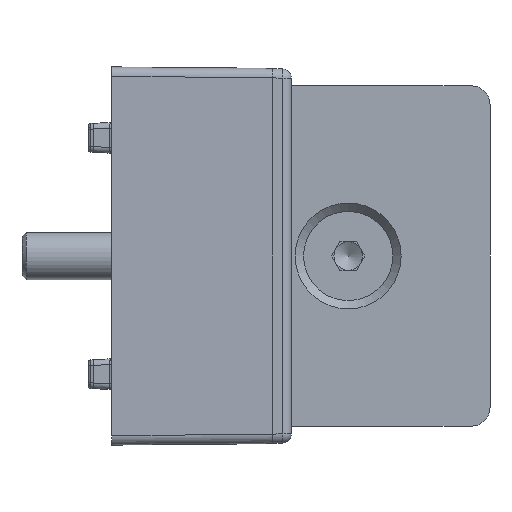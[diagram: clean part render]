
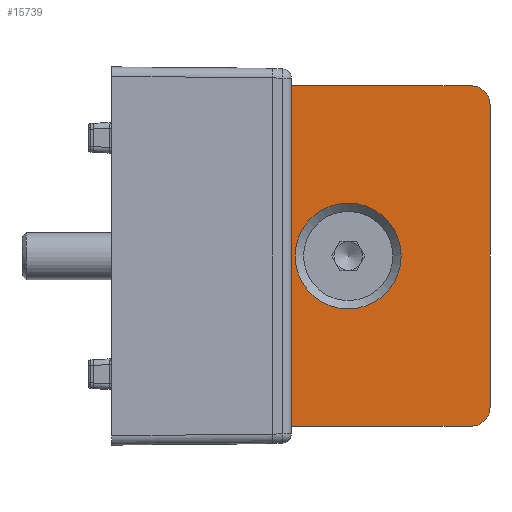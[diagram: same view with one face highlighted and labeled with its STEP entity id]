
A CAD part, front view. The second image highlights one B-rep face of the part: STEP entity #15739.
In plain terms, the highlighted planar face has unit normal (0, -1, 0).
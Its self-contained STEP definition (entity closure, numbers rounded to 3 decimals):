
#660=CIRCLE('',#16840,0.2);
#661=CIRCLE('',#16841,0.2);
#662=CIRCLE('',#16842,0.2);
#663=CIRCLE('',#16843,0.2);
#664=CIRCLE('',#16844,0.56);
#665=CIRCLE('',#16845,0.56);
#1249=FACE_BOUND('',#2417,.T.);
#1250=FACE_BOUND('',#2418,.T.);
#1251=FACE_BOUND('',#2419,.T.);
#1497=FACE_OUTER_BOUND('',#2416,.T.);
#2416=EDGE_LOOP('',(#10250,#10251,#10252,#10253,#10254,#10255,#10256,#10257));
#2417=EDGE_LOOP('',(#10258,#10259,#10260,#10261));
#2418=EDGE_LOOP('',(#10262,#10263,#10264,#10265));
#2419=EDGE_LOOP('',(#10266,#10267));
#3413=LINE('',#24104,#4588);
#3414=LINE('',#24108,#4589);
#3415=LINE('',#24112,#4590);
#3416=LINE('',#24116,#4591);
#3417=LINE('',#24120,#4592);
#3418=LINE('',#24122,#4593);
#3419=LINE('',#24124,#4594);
#3420=LINE('',#24125,#4595);
#3421=LINE('',#24128,#4596);
#3422=LINE('',#24130,#4597);
#3423=LINE('',#24132,#4598);
#3424=LINE('',#24133,#4599);
#4588=VECTOR('',#18573,100.);
#4589=VECTOR('',#18576,100.);
#4590=VECTOR('',#18579,100.);
#4591=VECTOR('',#18582,100.);
#4592=VECTOR('',#18585,100.);
#4593=VECTOR('',#18586,100.);
#4594=VECTOR('',#18587,100.);
#4595=VECTOR('',#18588,100.);
#4596=VECTOR('',#18589,100.);
#4597=VECTOR('',#18590,100.);
#4598=VECTOR('',#18591,100.);
#4599=VECTOR('',#18592,100.);
#6212=VERTEX_POINT('',#24102);
#6213=VERTEX_POINT('',#24103);
#6214=VERTEX_POINT('',#24105);
#6215=VERTEX_POINT('',#24107);
#6216=VERTEX_POINT('',#24109);
#6217=VERTEX_POINT('',#24111);
#6218=VERTEX_POINT('',#24113);
#6219=VERTEX_POINT('',#24115);
#6220=VERTEX_POINT('',#24118);
#6221=VERTEX_POINT('',#24119);
#6222=VERTEX_POINT('',#24121);
#6223=VERTEX_POINT('',#24123);
#6224=VERTEX_POINT('',#24126);
#6225=VERTEX_POINT('',#24127);
#6226=VERTEX_POINT('',#24129);
#6227=VERTEX_POINT('',#24131);
#6228=VERTEX_POINT('',#24134);
#6229=VERTEX_POINT('',#24135);
#7723=EDGE_CURVE('',#6212,#6213,#3413,.T.);
#7724=EDGE_CURVE('',#6213,#6214,#660,.T.);
#7725=EDGE_CURVE('',#6214,#6215,#3414,.T.);
#7726=EDGE_CURVE('',#6215,#6216,#661,.T.);
#7727=EDGE_CURVE('',#6216,#6217,#3415,.T.);
#7728=EDGE_CURVE('',#6217,#6218,#662,.T.);
#7729=EDGE_CURVE('',#6218,#6219,#3416,.T.);
#7730=EDGE_CURVE('',#6219,#6212,#663,.T.);
#7731=EDGE_CURVE('',#6220,#6221,#3417,.T.);
#7732=EDGE_CURVE('',#6222,#6221,#3418,.T.);
#7733=EDGE_CURVE('',#6223,#6222,#3419,.T.);
#7734=EDGE_CURVE('',#6223,#6220,#3420,.T.);
#7735=EDGE_CURVE('',#6224,#6225,#3421,.T.);
#7736=EDGE_CURVE('',#6225,#6226,#3422,.T.);
#7737=EDGE_CURVE('',#6227,#6226,#3423,.T.);
#7738=EDGE_CURVE('',#6224,#6227,#3424,.T.);
#7739=EDGE_CURVE('',#6228,#6229,#664,.T.);
#7740=EDGE_CURVE('',#6229,#6228,#665,.T.);
#10250=ORIENTED_EDGE('',*,*,#7723,.T.);
#10251=ORIENTED_EDGE('',*,*,#7724,.T.);
#10252=ORIENTED_EDGE('',*,*,#7725,.T.);
#10253=ORIENTED_EDGE('',*,*,#7726,.T.);
#10254=ORIENTED_EDGE('',*,*,#7727,.T.);
#10255=ORIENTED_EDGE('',*,*,#7728,.T.);
#10256=ORIENTED_EDGE('',*,*,#7729,.T.);
#10257=ORIENTED_EDGE('',*,*,#7730,.T.);
#10258=ORIENTED_EDGE('',*,*,#7731,.T.);
#10259=ORIENTED_EDGE('',*,*,#7732,.F.);
#10260=ORIENTED_EDGE('',*,*,#7733,.F.);
#10261=ORIENTED_EDGE('',*,*,#7734,.T.);
#10262=ORIENTED_EDGE('',*,*,#7735,.T.);
#10263=ORIENTED_EDGE('',*,*,#7736,.T.);
#10264=ORIENTED_EDGE('',*,*,#7737,.F.);
#10265=ORIENTED_EDGE('',*,*,#7738,.F.);
#10266=ORIENTED_EDGE('',*,*,#7739,.T.);
#10267=ORIENTED_EDGE('',*,*,#7740,.T.);
#14443=PLANE('',#16839);
#15739=ADVANCED_FACE('',(#1497,#1249,#1250,#1251),#14443,.T.);
#16839=AXIS2_PLACEMENT_3D('',#24101,#18571,#18572);
#16840=AXIS2_PLACEMENT_3D('',#24106,#18574,#18575);
#16841=AXIS2_PLACEMENT_3D('',#24110,#18577,#18578);
#16842=AXIS2_PLACEMENT_3D('',#24114,#18580,#18581);
#16843=AXIS2_PLACEMENT_3D('',#24117,#18583,#18584);
#16844=AXIS2_PLACEMENT_3D('',#24136,#18593,#18594);
#16845=AXIS2_PLACEMENT_3D('',#24137,#18595,#18596);
#18571=DIRECTION('center_axis',(0.,-1.,0.));
#18572=DIRECTION('ref_axis',(-1.,0.,0.));
#18573=DIRECTION('',(0.,0.,1.));
#18574=DIRECTION('center_axis',(0.,-1.,0.));
#18575=DIRECTION('ref_axis',(-1.,0.,0.));
#18576=DIRECTION('',(-1.,0.,0.));
#18577=DIRECTION('center_axis',(0.,-1.,0.));
#18578=DIRECTION('ref_axis',(-1.,0.,0.));
#18579=DIRECTION('',(0.,0.,-1.));
#18580=DIRECTION('center_axis',(0.,-1.,0.));
#18581=DIRECTION('ref_axis',(-1.,0.,0.));
#18582=DIRECTION('',(1.,0.,0.));
#18583=DIRECTION('center_axis',(0.,-1.,0.));
#18584=DIRECTION('ref_axis',(-1.,0.,0.));
#18585=DIRECTION('',(0.,0.,1.));
#18586=DIRECTION('',(-1.,0.,0.));
#18587=DIRECTION('',(0.,0.,1.));
#18588=DIRECTION('',(-1.,0.,0.));
#18589=DIRECTION('',(-1.,0.,0.));
#18590=DIRECTION('',(0.,0.,1.));
#18591=DIRECTION('',(-1.,0.,0.));
#18592=DIRECTION('',(0.,0.,1.));
#18593=DIRECTION('center_axis',(0.,1.,0.));
#18594=DIRECTION('ref_axis',(-1.,0.,0.));
#18595=DIRECTION('center_axis',(0.,1.,0.));
#18596=DIRECTION('ref_axis',(-1.,0.,0.));
#24101=CARTESIAN_POINT('Origin',(2.5,1.5,0.));
#24102=CARTESIAN_POINT('',(4.,1.5,-1.6));
#24103=CARTESIAN_POINT('',(4.,1.5,1.6));
#24104=CARTESIAN_POINT('',(4.,1.5,-1.8));
#24105=CARTESIAN_POINT('',(3.8,1.5,1.8));
#24106=CARTESIAN_POINT('Origin',(3.8,1.5,1.6));
#24107=CARTESIAN_POINT('',(1.2,1.5,1.8));
#24108=CARTESIAN_POINT('',(4.,1.5,1.8));
#24109=CARTESIAN_POINT('',(1.,1.5,1.6));
#24110=CARTESIAN_POINT('Origin',(1.2,1.5,1.6));
#24111=CARTESIAN_POINT('',(1.,1.5,-1.6));
#24112=CARTESIAN_POINT('',(1.,1.5,-1.8));
#24113=CARTESIAN_POINT('',(1.2,1.5,-1.8));
#24114=CARTESIAN_POINT('Origin',(1.2,1.5,-1.6));
#24115=CARTESIAN_POINT('',(3.8,1.5,-1.8));
#24116=CARTESIAN_POINT('',(4.,1.5,-1.8));
#24117=CARTESIAN_POINT('Origin',(3.8,1.5,-1.6));
#24118=CARTESIAN_POINT('',(1.48,1.5,-0.775));
#24119=CARTESIAN_POINT('',(1.48,1.5,0.775));
#24120=CARTESIAN_POINT('',(1.48,1.5,0.775));
#24121=CARTESIAN_POINT('',(1.66,1.5,0.775));
#24122=CARTESIAN_POINT('',(1.66,1.5,0.775));
#24123=CARTESIAN_POINT('',(1.66,1.5,-0.775));
#24124=CARTESIAN_POINT('',(1.66,1.5,0.775));
#24125=CARTESIAN_POINT('',(1.66,1.5,-0.775));
#24126=CARTESIAN_POINT('',(1.28,1.5,-0.775));
#24127=CARTESIAN_POINT('',(1.1,1.5,-0.775));
#24128=CARTESIAN_POINT('',(1.28,1.5,-0.775));
#24129=CARTESIAN_POINT('',(1.1,1.5,0.775));
#24130=CARTESIAN_POINT('',(1.1,1.5,0.775));
#24131=CARTESIAN_POINT('',(1.28,1.5,0.775));
#24132=CARTESIAN_POINT('',(1.28,1.5,0.775));
#24133=CARTESIAN_POINT('',(1.28,1.5,0.775));
#24134=CARTESIAN_POINT('',(1.94,1.5,0.));
#24135=CARTESIAN_POINT('',(3.06,1.5,0.));
#24136=CARTESIAN_POINT('Origin',(2.5,1.5,0.));
#24137=CARTESIAN_POINT('Origin',(2.5,1.5,0.));
